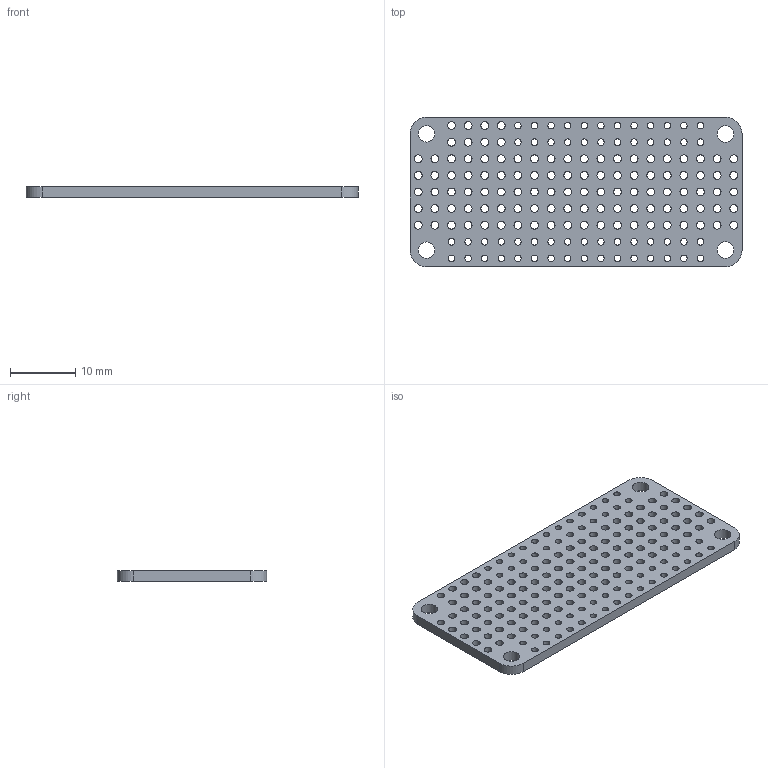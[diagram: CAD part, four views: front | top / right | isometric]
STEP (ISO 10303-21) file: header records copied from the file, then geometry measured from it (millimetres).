
FILE_DESCRIPTION(/* description */ (''),/* implementation_level */ '2;1');
FILE_NAME(/* name */ 'Proto FeatherWing v2.step',/* time_stamp */ '2021-09-11T11:03:16-04:00',/* author */ (''),/* organization */ (''),/* preprocessor_version */ 'ST-DEVELOPER v18.1',/* originating_system */ 'Autodesk Translation Framework v10.10.0.1391',/* authorisation */ '');
FILE_SCHEMA (('AUTOMOTIVE_DESIGN { 1 0 10303 214 3 1 1 }'));
Length unit declared in the file: millimetre
Products named in the file (3): Proto FeatherWing; PCB Component; Board
Assembly tree (2 placements, depth 3):
  Proto FeatherWing
    PCB Component
      Board
Bounding box: 50.8 x 22.86 x 1.57 mm (x, y, z)
Volume: 1522.4 mm3; surface area: 3128.9 mm2
Topology: 1 solids, 1 shells, 178 faces, 528 edges, 352 vertices
Faces by surface type: cylinder 172, plane 6
Full cylindrical faces by diameter (mm): 1 x56, 1.2 x108, 2.5 x2, 2.54 x2
Entity records: 7103 total; most frequent: DIRECTION 1238, CARTESIAN_POINT 1063, ORIENTED_EDGE 1056, EDGE_CURVE 528, AXIS2_PLACEMENT_3D 527, EDGE_LOOP 514, VERTEX_POINT 352, CIRCLE 344
